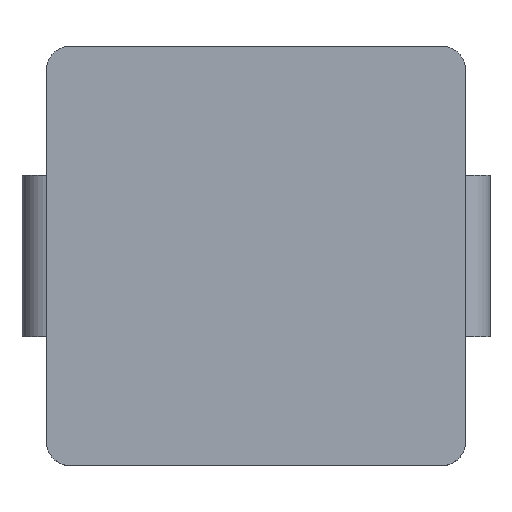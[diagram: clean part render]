
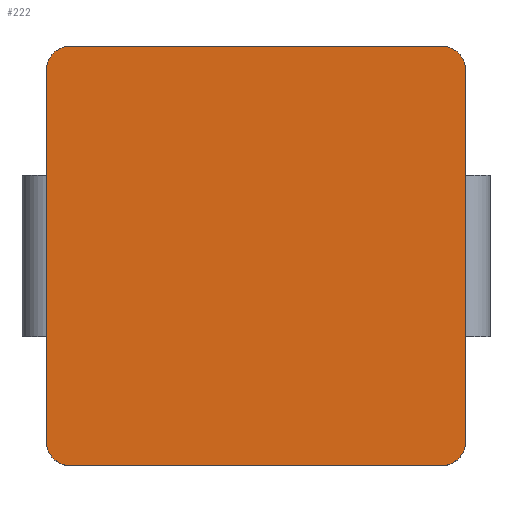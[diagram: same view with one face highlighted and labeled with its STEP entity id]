
A CAD part, top view. The second image highlights one B-rep face of the part: STEP entity #222.
In plain terms, the highlighted planar face has unit normal (0, 0, 1).
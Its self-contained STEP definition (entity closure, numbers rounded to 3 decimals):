
#23 = DIRECTION ( 'NONE',  ( 1., 0., 0. ) ) ;
#38 = DIRECTION ( 'NONE',  ( 0., 0., 1. ) ) ;
#75 = EDGE_CURVE ( 'NONE', #937, #1532, #737, .T. ) ;
#122 = CARTESIAN_POINT ( 'NONE',  ( -2.3, -2.3, 1.8 ) ) ;
#127 = ORIENTED_EDGE ( 'NONE', *, *, #738, .F. ) ;
#136 = ORIENTED_EDGE ( 'NONE', *, *, #1252, .T. ) ;
#178 = CARTESIAN_POINT ( 'NONE',  ( 0., 2.6, 1.8 ) ) ;
#189 = EDGE_CURVE ( 'NONE', #1331, #917, #883, .T. ) ;
#217 = ORIENTED_EDGE ( 'NONE', *, *, #1062, .F. ) ;
#222 = ADVANCED_FACE ( 'NONE', ( #916 ), #1216, .T. ) ;
#229 = CARTESIAN_POINT ( 'NONE',  ( -2.6, -2.3, 1.8 ) ) ;
#260 = VERTEX_POINT ( 'NONE', #1898 ) ;
#348 = VERTEX_POINT ( 'NONE', #854 ) ;
#350 = DIRECTION ( 'NONE',  ( -1., 0., 0. ) ) ;
#421 = CARTESIAN_POINT ( 'NONE',  ( 2.3, -2.6, 1.8 ) ) ;
#441 = DIRECTION ( 'NONE',  ( -1., 0., 0. ) ) ;
#491 = CARTESIAN_POINT ( 'NONE',  ( 0., 0., 1.8 ) ) ;
#497 = DIRECTION ( 'NONE',  ( 0., 0., -1. ) ) ;
#516 = AXIS2_PLACEMENT_3D ( 'NONE', #491, #38, #23 ) ;
#566 = AXIS2_PLACEMENT_3D ( 'NONE', #752, #739, #1515 ) ;
#567 = VERTEX_POINT ( 'NONE', #229 ) ;
#594 = DIRECTION ( 'NONE',  ( 1., 0., 0. ) ) ;
#613 = ORIENTED_EDGE ( 'NONE', *, *, #1562, .F. ) ;
#627 = CARTESIAN_POINT ( 'NONE',  ( 0., -2.6, 1.8 ) ) ;
#637 = DIRECTION ( 'NONE',  ( -1., 0., 0. ) ) ;
#728 = VECTOR ( 'NONE', #1867, 1000. ) ;
#737 = LINE ( 'NONE', #627, #1931 ) ;
#738 = EDGE_CURVE ( 'NONE', #348, #1532, #823, .T. ) ;
#739 = DIRECTION ( 'NONE',  ( 0., 0., -1. ) ) ;
#752 = CARTESIAN_POINT ( 'NONE',  ( -2.3, 2.3, 1.8 ) ) ;
#755 = CARTESIAN_POINT ( 'NONE',  ( 2.6, 0., 1.8 ) ) ;
#760 = AXIS2_PLACEMENT_3D ( 'NONE', #1112, #497, #350 ) ;
#812 = LINE ( 'NONE', #178, #1641 ) ;
#823 = CIRCLE ( 'NONE', #760, 0.3 ) ;
#833 = CIRCLE ( 'NONE', #566, 0.3 ) ;
#850 = AXIS2_PLACEMENT_3D ( 'NONE', #1202, #1667, #1842 ) ;
#854 = CARTESIAN_POINT ( 'NONE',  ( 2.6, -2.3, 1.8 ) ) ;
#883 = CIRCLE ( 'NONE', #850, 0.3 ) ;
#916 = FACE_OUTER_BOUND ( 'NONE', #1032, .T. ) ;
#917 = VERTEX_POINT ( 'NONE', #1691 ) ;
#937 = VERTEX_POINT ( 'NONE', #1899 ) ;
#1032 = EDGE_LOOP ( 'NONE', ( #136, #1069, #1237, #613, #1981, #217, #1284, #127 ) ) ;
#1062 = EDGE_CURVE ( 'NONE', #937, #567, #1449, .T. ) ;
#1069 = ORIENTED_EDGE ( 'NONE', *, *, #189, .F. ) ;
#1085 = DIRECTION ( 'NONE',  ( 0., 0., -1. ) ) ;
#1112 = CARTESIAN_POINT ( 'NONE',  ( 2.3, -2.3, 1.8 ) ) ;
#1119 = CARTESIAN_POINT ( 'NONE',  ( -2.6, 0., 1.8 ) ) ;
#1130 = LINE ( 'NONE', #1119, #728 ) ;
#1202 = CARTESIAN_POINT ( 'NONE',  ( 2.3, 2.3, 1.8 ) ) ;
#1216 = PLANE ( 'NONE',  #516 ) ;
#1219 = LINE ( 'NONE', #755, #1828 ) ;
#1237 = ORIENTED_EDGE ( 'NONE', *, *, #1737, .T. ) ;
#1252 = EDGE_CURVE ( 'NONE', #348, #917, #1219, .T. ) ;
#1284 = ORIENTED_EDGE ( 'NONE', *, *, #75, .T. ) ;
#1331 = VERTEX_POINT ( 'NONE', #1439 ) ;
#1341 = CARTESIAN_POINT ( 'NONE',  ( -2.3, 2.6, 1.8 ) ) ;
#1387 = AXIS2_PLACEMENT_3D ( 'NONE', #122, #1085, #441 ) ;
#1419 = EDGE_CURVE ( 'NONE', #260, #567, #1130, .T. ) ;
#1439 = CARTESIAN_POINT ( 'NONE',  ( 2.3, 2.6, 1.8 ) ) ;
#1449 = CIRCLE ( 'NONE', #1387, 0.3 ) ;
#1515 = DIRECTION ( 'NONE',  ( -1., 0., 0. ) ) ;
#1532 = VERTEX_POINT ( 'NONE', #421 ) ;
#1562 = EDGE_CURVE ( 'NONE', #260, #1844, #833, .T. ) ;
#1641 = VECTOR ( 'NONE', #637, 1000. ) ;
#1667 = DIRECTION ( 'NONE',  ( 0., 0., -1. ) ) ;
#1691 = CARTESIAN_POINT ( 'NONE',  ( 2.6, 2.3, 1.8 ) ) ;
#1692 = DIRECTION ( 'NONE',  ( 0., 1., 0. ) ) ;
#1737 = EDGE_CURVE ( 'NONE', #1331, #1844, #812, .T. ) ;
#1828 = VECTOR ( 'NONE', #1692, 1000. ) ;
#1842 = DIRECTION ( 'NONE',  ( -1., 0., 0. ) ) ;
#1844 = VERTEX_POINT ( 'NONE', #1341 ) ;
#1867 = DIRECTION ( 'NONE',  ( 0., -1., 0. ) ) ;
#1898 = CARTESIAN_POINT ( 'NONE',  ( -2.6, 2.3, 1.8 ) ) ;
#1899 = CARTESIAN_POINT ( 'NONE',  ( -2.3, -2.6, 1.8 ) ) ;
#1931 = VECTOR ( 'NONE', #594, 1000. ) ;
#1981 = ORIENTED_EDGE ( 'NONE', *, *, #1419, .T. ) ;
